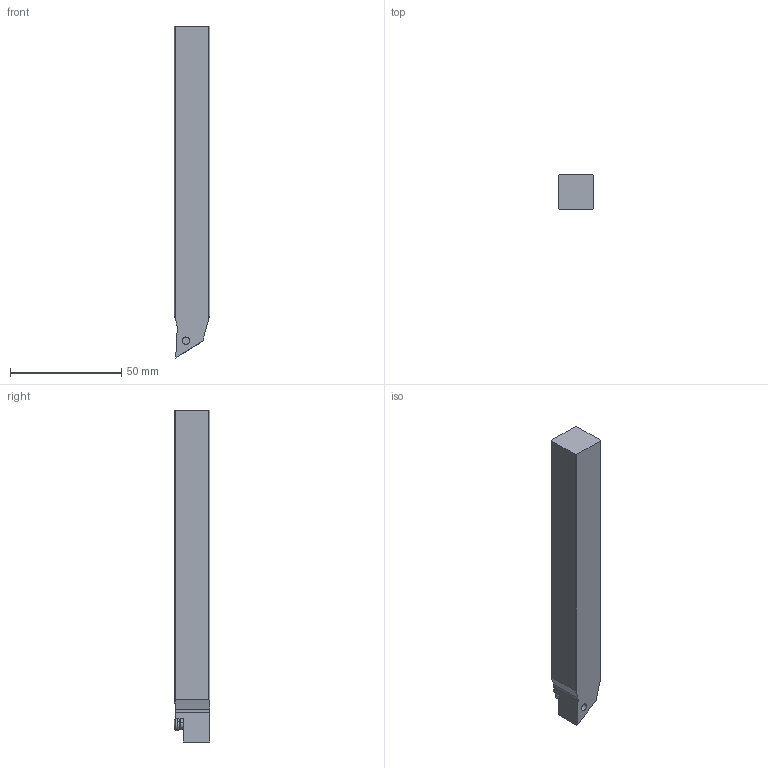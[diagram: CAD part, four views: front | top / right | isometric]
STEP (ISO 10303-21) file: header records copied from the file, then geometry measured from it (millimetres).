
FILE_DESCRIPTION(/* description */ (''),/* implementation_level */ '2;1');
FILE_NAME(/* name */ 'SDJCR-103SM.stp',/* time_stamp */ '2021-12-22T09:38:31+09:00',/* author */ (''),/* organization */ (''),/* preprocessor_version */ 'ST-DEVELOPER v16',/* originating_system */ 'SIEMENS PLM Software NX 10.0',/* authorisation */ '');
FILE_SCHEMA (('AUTOMOTIVE_DESIGN { 1 0 10303 214 3 1 1 1 }'));
Length unit declared in the file: millimetre
Products named in the file (1): SDJCR-103SM_ASM
Bounding box: 15.88 x 16.11 x 149.08 mm (x, y, z)
Volume: 35406.4 mm3; surface area: 9745.4 mm2
Topology: 2 solids, 2 shells, 56 faces, 158 edges, 108 vertices
Faces by surface type: plane 24, cylinder 22, cone 6, torus 2, sphere 2
Entity records: 2185 total; most frequent: CARTESIAN_POINT 612, DIRECTION 315, ORIENTED_EDGE 312, EDGE_CURVE 156, AXIS2_PLACEMENT_3D 114, VERTEX_POINT 105, LINE 87, VECTOR 87
